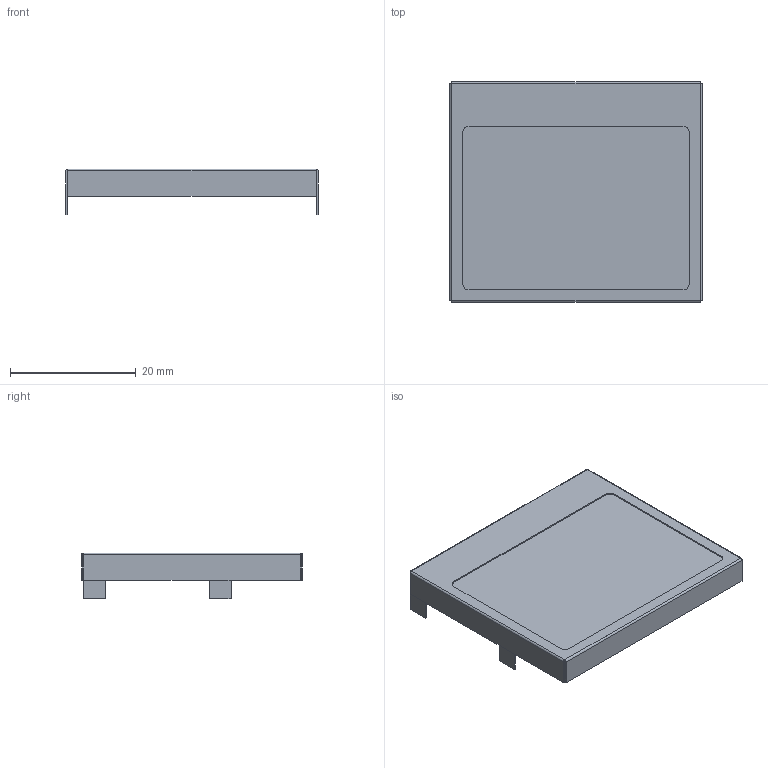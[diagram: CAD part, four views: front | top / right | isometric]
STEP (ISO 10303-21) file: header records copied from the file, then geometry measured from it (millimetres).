
FILE_DESCRIPTION(('FreeCAD Model'),'2;1');
FILE_NAME('Metal_Cover_sp.step','2020-04-13T20:00:48', ('kicad StepUp'),('ksu MCAD'),'Open CASCADE STEP processor 7.3', 'FreeCAD','Unknown');
FILE_SCHEMA(('AUTOMOTIVE_DESIGN { 1 0 10303 214 1 1 1 1 }'));
Length unit declared in the file: millimetre
Products named in the file (1): Metal_Cover_sp
Bounding box: 40.1 x 35.1 x 7.3 mm (x, y, z)
Volume: 5115.2 mm3; surface area: 5592.2 mm2
Topology: 2 solids, 2 shells, 94 faces, 218 edges, 128 vertices
Faces by surface type: plane 76, cylinder 18
Entity records: 3256 total; most frequent: DIRECTION 444, CARTESIAN_POINT 441, ORIENTED_EDGE 436, EDGE_CURVE 218, LINE 182, VECTOR 182, AXIS2_PLACEMENT_3D 131, VERTEX_POINT 128
